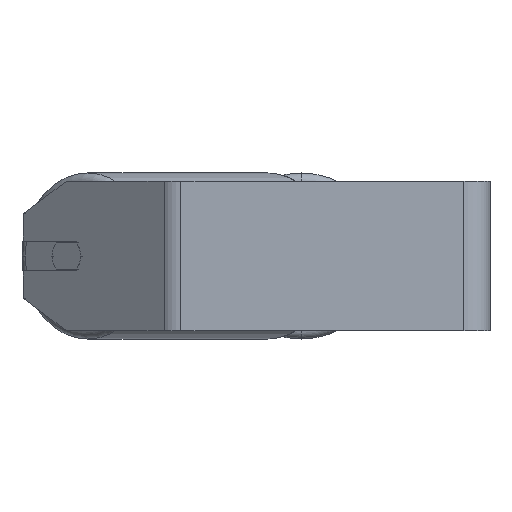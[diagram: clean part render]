
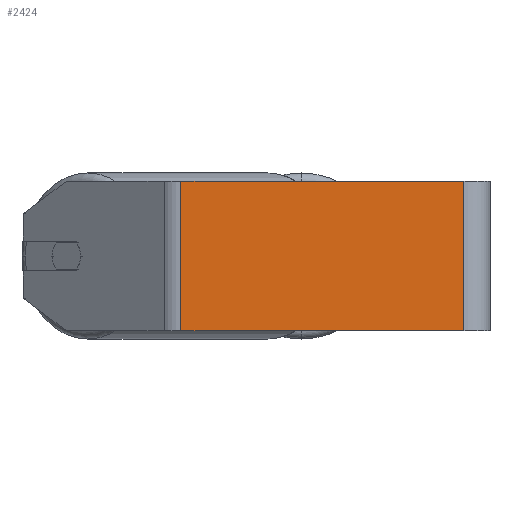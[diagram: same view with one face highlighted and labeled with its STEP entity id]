
A CAD part, left-side view. The second image highlights one B-rep face of the part: STEP entity #2424.
In plain terms, the highlighted planar face has unit normal (-1, 0, 0).
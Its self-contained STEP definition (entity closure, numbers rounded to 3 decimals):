
#525 = CARTESIAN_POINT ( 'NONE',  ( -300., 165.566, 40. ) ) ;
#790 = LINE ( 'NONE', #1338, #4552 ) ;
#912 = DIRECTION ( 'NONE',  ( 1., 0., 0. ) ) ;
#1338 = CARTESIAN_POINT ( 'NONE',  ( -300., 170.662, -40. ) ) ;
#1383 = LINE ( 'NONE', #7080, #1394 ) ;
#1394 = VECTOR ( 'NONE', #6601, 1000. ) ;
#1436 = CARTESIAN_POINT ( 'NONE',  ( -300., 165.566, -40. ) ) ;
#1896 = CARTESIAN_POINT ( 'NONE',  ( -300., 14., 40. ) ) ;
#2106 = VECTOR ( 'NONE', #4494, 1000. ) ;
#2251 = AXIS2_PLACEMENT_3D ( 'NONE', #6201, #912, #6838 ) ;
#2405 = DIRECTION ( 'NONE',  ( 0., 0., -1. ) ) ;
#2424 = ADVANCED_FACE ( 'NONE', ( #4222 ), #3494, .F. ) ;
#2563 = LINE ( 'NONE', #1896, #2106 ) ;
#3019 = ORIENTED_EDGE ( 'NONE', *, *, #8244, .F. ) ;
#3038 = LINE ( 'NONE', #525, #7020 ) ;
#3380 = DIRECTION ( 'NONE',  ( 0., -1., 0. ) ) ;
#3494 = PLANE ( 'NONE',  #2251 ) ;
#3747 = ORIENTED_EDGE ( 'NONE', *, *, #7007, .T. ) ;
#4222 = FACE_OUTER_BOUND ( 'NONE', #4286, .T. ) ;
#4286 = EDGE_LOOP ( 'NONE', ( #6461, #3019, #6540, #3747 ) ) ;
#4494 = DIRECTION ( 'NONE',  ( 0., 0., -1. ) ) ;
#4552 = VECTOR ( 'NONE', #3380, 1000. ) ;
#5022 = VERTEX_POINT ( 'NONE', #5966 ) ;
#5404 = EDGE_CURVE ( 'NONE', #5022, #7940, #1383, .T. ) ;
#5966 = CARTESIAN_POINT ( 'NONE',  ( -300., 165.566, 40. ) ) ;
#6201 = CARTESIAN_POINT ( 'NONE',  ( -300., 170.662, 40. ) ) ;
#6461 = ORIENTED_EDGE ( 'NONE', *, *, #7884, .T. ) ;
#6540 = ORIENTED_EDGE ( 'NONE', *, *, #5404, .F. ) ;
#6551 = VERTEX_POINT ( 'NONE', #1436 ) ;
#6601 = DIRECTION ( 'NONE',  ( 0., -1., 0. ) ) ;
#6838 = DIRECTION ( 'NONE',  ( 0., 0., -1. ) ) ;
#7007 = EDGE_CURVE ( 'NONE', #5022, #6551, #3038, .T. ) ;
#7020 = VECTOR ( 'NONE', #2405, 1000. ) ;
#7080 = CARTESIAN_POINT ( 'NONE',  ( -300., 170.662, 40. ) ) ;
#7884 = EDGE_CURVE ( 'NONE', #6551, #8148, #790, .T. ) ;
#7940 = VERTEX_POINT ( 'NONE', #7958 ) ;
#7958 = CARTESIAN_POINT ( 'NONE',  ( -300., 14., 40. ) ) ;
#8148 = VERTEX_POINT ( 'NONE', #8258 ) ;
#8244 = EDGE_CURVE ( 'NONE', #7940, #8148, #2563, .T. ) ;
#8258 = CARTESIAN_POINT ( 'NONE',  ( -300., 14., -40. ) ) ;
